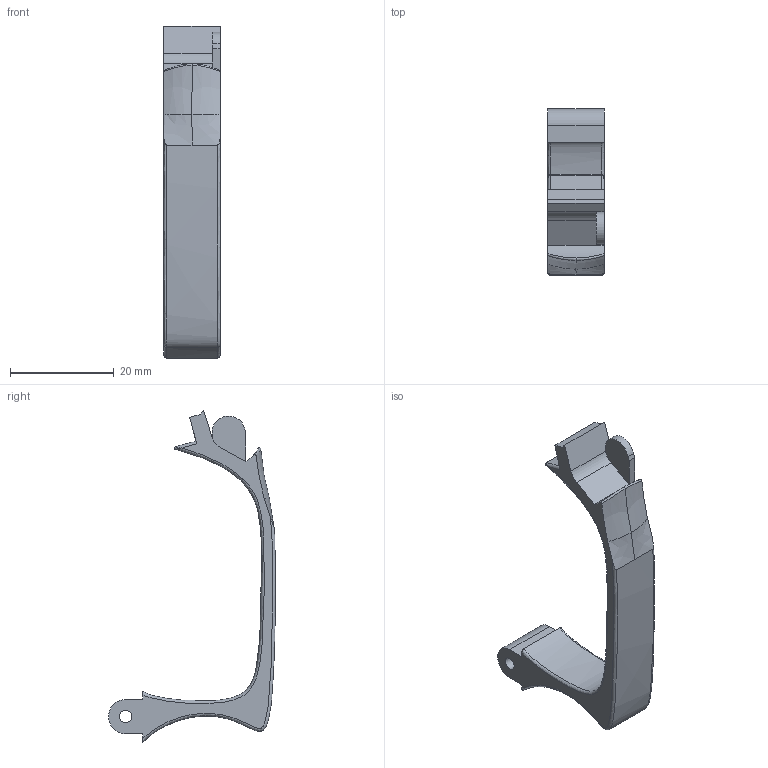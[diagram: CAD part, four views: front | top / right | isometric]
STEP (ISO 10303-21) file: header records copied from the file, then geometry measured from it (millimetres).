
FILE_DESCRIPTION(/* description */ (''),/* implementation_level */ '2;1');
FILE_NAME(/* name */ 'GUARD_RIGHT[2.0].step',/* time_stamp */ '2021-10-14T19:08:07-04:00',/* author */ (''),/* organization */ (''),/* preprocessor_version */ 'ST-DEVELOPER v18.1',/* originating_system */ 'Autodesk Translation Framework v10.9.0.1377',/* authorisation */ '');
FILE_SCHEMA (('AUTOMOTIVE_DESIGN { 1 0 10303 214 3 1 1 }'));
Length unit declared in the file: inch
Products named in the file (1): FusionComponent
Bounding box: 10.87 x 32.1 x 63.85 mm (x, y, z)
Volume: 3867.5 mm3; surface area: 3045.4 mm2
Topology: 1 solids, 1 shells, 42 faces, 113 edges, 71 vertices
Faces by surface type: bspline 19, plane 15, cylinder 8
Full cylindrical faces by diameter (mm): 2.381 x1
Entity records: 2799 total; most frequent: CARTESIAN_POINT 1841, ORIENTED_EDGE 222, DIRECTION 141, EDGE_CURVE 111, VERTEX_POINT 71, LINE 49, VECTOR 49, AXIS2_PLACEMENT_3D 46
